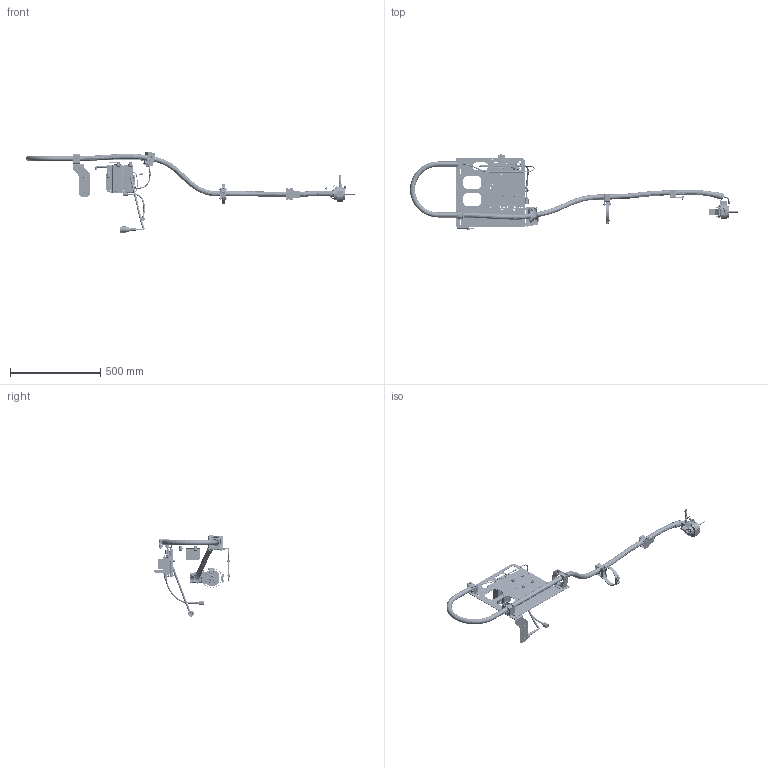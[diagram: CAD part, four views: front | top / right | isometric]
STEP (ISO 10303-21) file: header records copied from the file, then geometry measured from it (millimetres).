
FILE_DESCRIPTION (( 'STEP AP203' ), '1' );
FILE_NAME ('TS106-204.STEP', '2019-11-21T14:20:23', ( '' ), ( '' ), 'SwSTEP 2.0', 'SolidWorks 2017', '' );
FILE_SCHEMA (( 'CONFIG_CONTROL_DESIGN' ));
Length unit declared in the file: millimetre
Products named in the file (1): TS106-204
Bounding box: 1838.15 x 423.36 x 449.72 mm (x, y, z)
Volume: 2752888.3 mm3; surface area: 1399313.1 mm2
Topology: 180 solids, 198 shells, 7122 faces, 17253 edges, 10900 vertices
Faces by surface type: plane 2703, cylinder 2474, bspline 903, cone 520, torus 432, sphere 90
Entity records: 253248 total; most frequent: CARTESIAN_POINT 88733, ORIENTED_EDGE 34252, DIRECTION 33902, EDGE_CURVE 17126, AXIS2_PLACEMENT_3D 12896, VERTEX_POINT 10897, LINE 8110, VECTOR 8110
